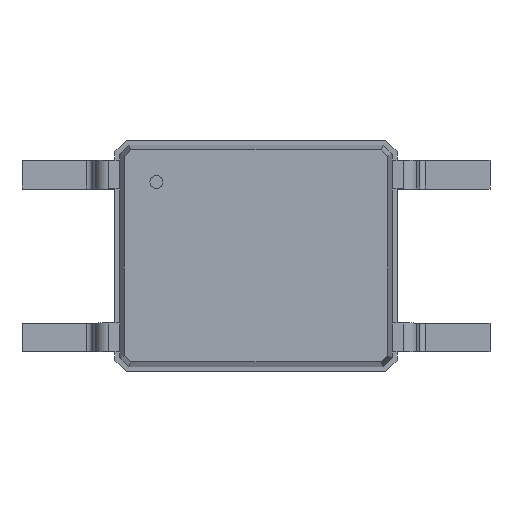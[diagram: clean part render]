
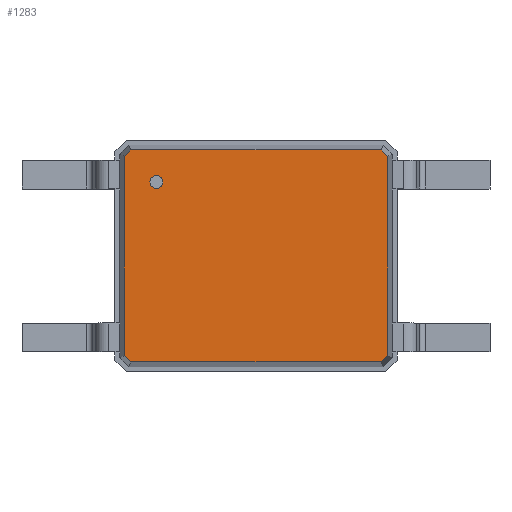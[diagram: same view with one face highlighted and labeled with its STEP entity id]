
A CAD part, top view. The second image highlights one B-rep face of the part: STEP entity #1283.
In plain terms, the highlighted planar face has unit normal (0, 0, 1).
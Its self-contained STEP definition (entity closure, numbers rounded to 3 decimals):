
#27=VECTOR('',#28,1.);
#28=DIRECTION('',(1.,0.,0.));
#51=VECTOR('',#52,1.);
#52=DIRECTION('',(0.707,-0.707,0.));
#58=VECTOR('',#59,1.);
#59=DIRECTION('',(0.,-1.,0.));
#65=VECTOR('',#66,1.);
#66=DIRECTION('',(-0.707,-0.707,0.));
#72=VECTOR('',#73,1.);
#73=DIRECTION('',(-1.,0.,0.));
#79=VECTOR('',#80,1.);
#80=DIRECTION('',(-0.707,0.707,0.));
#86=VECTOR('',#87,1.);
#87=DIRECTION('',(0.,1.,0.));
#91=VECTOR('',#92,1.);
#92=DIRECTION('',(0.707,0.707,0.));
#95=DIRECTION('',(0.,0.,-1.));
#589=VERTEX_POINT('',#590);
#590=CARTESIAN_POINT('',(-2.054,1.552,1.1));
#593=EDGE_CURVE('',#594,#589,#596,.T.);
#594=VERTEX_POINT('',#595);
#595=CARTESIAN_POINT('',(-2.054,-1.552,1.1));
#596=LINE('',#595,#86);
#607=VERTEX_POINT('',#608);
#608=CARTESIAN_POINT('',(-1.952,1.654,1.1));
#611=EDGE_CURVE('',#589,#607,#612,.T.);
#612=LINE('',#590,#91);
#621=VERTEX_POINT('',#622);
#622=CARTESIAN_POINT('',(1.952,1.654,1.1));
#625=EDGE_CURVE('',#607,#621,#626,.T.);
#626=LINE('',#608,#27);
#635=VERTEX_POINT('',#636);
#636=CARTESIAN_POINT('',(2.054,1.552,1.1));
#639=EDGE_CURVE('',#621,#635,#640,.T.);
#640=LINE('',#622,#51);
#665=VERTEX_POINT('',#666);
#666=CARTESIAN_POINT('',(2.054,-1.552,1.1));
#669=EDGE_CURVE('',#635,#665,#670,.T.);
#670=LINE('',#636,#58);
#1283=ADVANCED_FACE('',(#1284,#1304),#1314,.F.);
#1284=FACE_BOUND('',#1285,.F.);
#1285=EDGE_LOOP('',(#1286,#1287,#1288,#1289,#1294,#1299,#1302,#1303));
#1286=ORIENTED_EDGE('',*,*,#625,.T.);
#1287=ORIENTED_EDGE('',*,*,#639,.T.);
#1288=ORIENTED_EDGE('',*,*,#669,.T.);
#1289=ORIENTED_EDGE('',*,*,#1290,.T.);
#1290=EDGE_CURVE('',#665,#1291,#1293,.T.);
#1291=VERTEX_POINT('',#1292);
#1292=CARTESIAN_POINT('',(1.952,-1.654,1.1));
#1293=LINE('',#666,#65);
#1294=ORIENTED_EDGE('',*,*,#1295,.T.);
#1295=EDGE_CURVE('',#1291,#1296,#1298,.T.);
#1296=VERTEX_POINT('',#1297);
#1297=CARTESIAN_POINT('',(-1.952,-1.654,1.1));
#1298=LINE('',#1292,#72);
#1299=ORIENTED_EDGE('',*,*,#1300,.T.);
#1300=EDGE_CURVE('',#1296,#594,#1301,.T.);
#1301=LINE('',#1297,#79);
#1302=ORIENTED_EDGE('',*,*,#593,.T.);
#1303=ORIENTED_EDGE('',*,*,#611,.T.);
#1304=FACE_BOUND('',#1305,.F.);
#1305=EDGE_LOOP('',(#1306));
#1306=ORIENTED_EDGE('',*,*,#1307,.F.);
#1307=EDGE_CURVE('',#1308,#1308,#1310,.T.);
#1308=VERTEX_POINT('',#1309);
#1309=CARTESIAN_POINT('',(-1.554,1.054,1.1));
#1310=CIRCLE('',#1311,0.1);
#1311=AXIS2_PLACEMENT_3D('',#1312,#1313,#59);
#1312=CARTESIAN_POINT('',(-1.554,1.154,1.1));
#1313=DIRECTION('',(0.,-0.,-1.));
#1314=PLANE('',#1315);
#1315=AXIS2_PLACEMENT_3D('',#608,#95,#1316);
#1316=DIRECTION('',(0.781,-0.625,0.));
